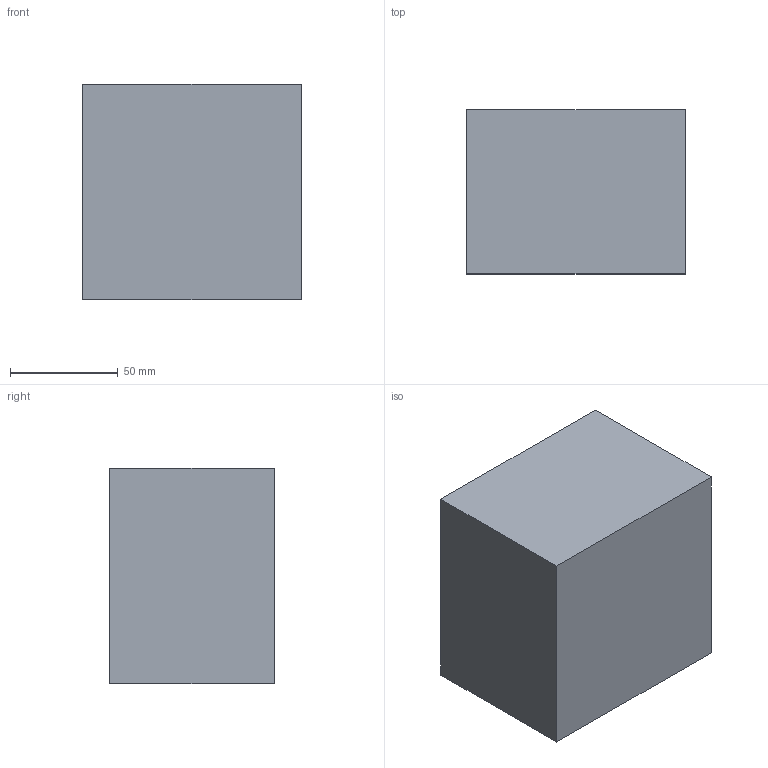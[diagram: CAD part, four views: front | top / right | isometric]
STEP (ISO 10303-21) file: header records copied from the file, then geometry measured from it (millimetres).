
FILE_DESCRIPTION(('CATIA V5 STEP Exchange','CAx-IF Rec.Pracs.--- Model Styling and Organization---1.5--- 2016-08-15','CAx-IF Rec.Pracs.---Supplemental Geometry---1.0---2011-11-01','CAx-IF Rec.Pracs.--- Composite Materials ---3.4---2017-06-13','CAx-IF Rec.Pracs.---Tessellated 3D Geometry---1.0---2015-12-17'),'2;1');
FILE_NAME('CatiaCube_Tess.stp','2024-03-08T15:00:31+00:00',('none'),('none'),'CATIA Version 5-6 Release 2023','CATIA V5 STEP AP242 v2','none');
FILE_SCHEMA(('AP242_MANAGED_MODEL_BASED_3D_ENGINEERING_MIM_LF {1 0 10303 442 3 1 4}'));
Length unit declared in the file: millimetre
Products named in the file (2): CatiaCube; Part1
Assembly tree (1 placements, depth 2):
  CatiaCube
    Part1
Bounding box: 101.44 x 76.15 x 100 mm (x, y, z)
Volume: 772403.3 mm3; surface area: 50964.7 mm2
Topology: 1 solids, 1 shells, 6 faces, 0 edges, 0 vertices
Faces by surface type: other 6
Entity records: 63 total; most frequent: COMPLEX_TRIANGULATED_FACE 6, DIRECTION 4, PRODUCT_DEFINITION_SHAPE 3, PRODUCT_DEFINITION 2, PRODUCT 2, SHAPE_REPRESENTATION 2, PRODUCT_CATEGORY 2, UNCERTAINTY_MEASURE_WITH_UNIT 2
